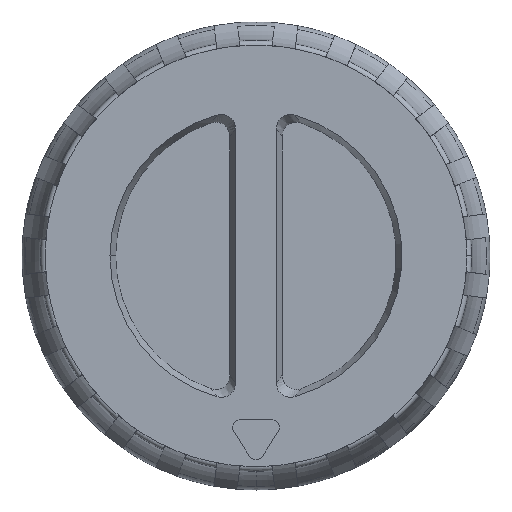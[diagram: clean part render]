
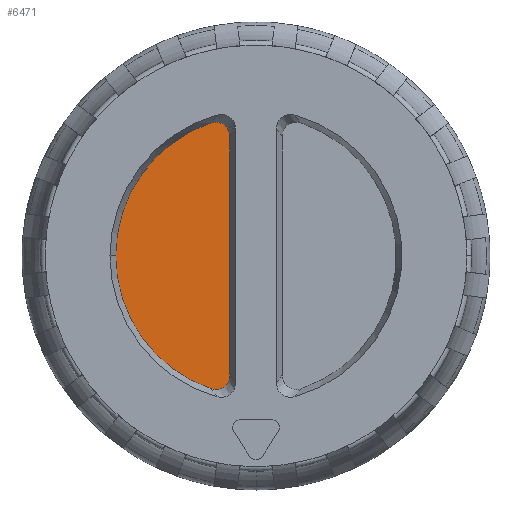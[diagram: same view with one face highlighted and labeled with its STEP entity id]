
A CAD part, top view. The second image highlights one B-rep face of the part: STEP entity #6471.
In plain terms, the highlighted planar face has unit normal (0, 0, 1).
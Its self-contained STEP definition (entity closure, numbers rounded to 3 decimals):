
#6387=CARTESIAN_POINT('',(-0.,-4.863,35.753));
#6388=DIRECTION('',(0.,0.,-1.));
#6389=DIRECTION('',(1.,0.,0.));
#6390=AXIS2_PLACEMENT_3D('',#6387,#6388,#6389);
#6391=PLANE('',#6390);
#6392=CARTESIAN_POINT('',(-2.918,-13.377,35.753));
#6393=VERTEX_POINT('',#6392);
#6394=CARTESIAN_POINT('',(-1.674,-12.488,35.753));
#6395=VERTEX_POINT('',#6394);
#6396=CARTESIAN_POINT('',(-2.918,-13.377,35.753));
#6397=CARTESIAN_POINT('',(-2.846,-13.401,35.753));
#6398=CARTESIAN_POINT('',(-2.773,-13.419,35.753));
#6399=CARTESIAN_POINT('',(-2.699,-13.428,35.753));
#6400=CARTESIAN_POINT('',(-2.624,-13.437,35.753));
#6401=CARTESIAN_POINT('',(-2.547,-13.438,35.753));
#6402=CARTESIAN_POINT('',(-2.472,-13.43,35.753));
#6403=CARTESIAN_POINT('',(-2.323,-13.415,35.753));
#6404=CARTESIAN_POINT('',(-2.177,-13.361,35.753));
#6405=CARTESIAN_POINT('',(-2.054,-13.274,35.753));
#6406=CARTESIAN_POINT('',(-1.993,-13.231,35.753));
#6407=CARTESIAN_POINT('',(-1.936,-13.178,35.753));
#6408=CARTESIAN_POINT('',(-1.889,-13.12,35.753));
#6409=CARTESIAN_POINT('',(-1.841,-13.062,35.753));
#6410=CARTESIAN_POINT('',(-1.8,-12.997,35.753));
#6411=CARTESIAN_POINT('',(-1.768,-12.928,35.753));
#6412=CARTESIAN_POINT('',(-1.704,-12.791,35.753));
#6413=CARTESIAN_POINT('',(-1.674,-12.64,35.753));
#6414=CARTESIAN_POINT('',(-1.674,-12.488,35.753));
#6415=B_SPLINE_CURVE_WITH_KNOTS('',3,(#6396,#6397,#6398,#6399,#6400,#6401,#6402,#6403,#6404,#6405,#6406,#6407,#6408,#6409,#6410,#6411,#6412,#6413,#6414),.UNSPECIFIED.,.F.,.F.,(4,3,3,3,3,3,4),(0.,0.,0.,0.001,0.001,0.001,0.002),.UNSPECIFIED.);
#6416=EDGE_CURVE('',#6393,#6395,#6415,.T.);
#6417=ORIENTED_EDGE('',*,*,#6416,.T.);
#6418=CARTESIAN_POINT('',(-1.674,2.762,35.753));
#6419=VERTEX_POINT('',#6418);
#6420=CARTESIAN_POINT('',(-1.674,2.762,35.753));
#6421=DIRECTION('',(0.,-1.,-0.));
#6422=VECTOR('',#6421,15.25);
#6423=LINE('',#6420,#6422);
#6424=EDGE_CURVE('',#6419,#6395,#6423,.T.);
#6425=ORIENTED_EDGE('',*,*,#6424,.F.);
#6426=CARTESIAN_POINT('',(-2.918,3.651,35.753));
#6427=VERTEX_POINT('',#6426);
#6428=CARTESIAN_POINT('',(-1.674,2.762,35.753));
#6429=CARTESIAN_POINT('',(-1.674,2.838,35.753));
#6430=CARTESIAN_POINT('',(-1.681,2.913,35.753));
#6431=CARTESIAN_POINT('',(-1.697,2.986,35.753));
#6432=CARTESIAN_POINT('',(-1.712,3.06,35.753));
#6433=CARTESIAN_POINT('',(-1.736,3.133,35.753));
#6434=CARTESIAN_POINT('',(-1.768,3.201,35.753));
#6435=CARTESIAN_POINT('',(-1.799,3.269,35.753));
#6436=CARTESIAN_POINT('',(-1.839,3.333,35.753));
#6437=CARTESIAN_POINT('',(-1.887,3.392,35.753));
#6438=CARTESIAN_POINT('',(-1.935,3.451,35.753));
#6439=CARTESIAN_POINT('',(-1.99,3.502,35.753));
#6440=CARTESIAN_POINT('',(-2.051,3.546,35.753));
#6441=CARTESIAN_POINT('',(-2.112,3.59,35.753));
#6442=CARTESIAN_POINT('',(-2.18,3.626,35.753));
#6443=CARTESIAN_POINT('',(-2.251,3.652,35.753));
#6444=CARTESIAN_POINT('',(-2.321,3.679,35.753));
#6445=CARTESIAN_POINT('',(-2.396,3.696,35.753));
#6446=CARTESIAN_POINT('',(-2.471,3.704,35.753));
#6447=CARTESIAN_POINT('',(-2.621,3.72,35.753));
#6448=CARTESIAN_POINT('',(-2.774,3.7,35.753));
#6449=CARTESIAN_POINT('',(-2.918,3.651,35.753));
#6450=B_SPLINE_CURVE_WITH_KNOTS('',3,(#6428,#6429,#6430,#6431,#6432,#6433,#6434,#6435,#6436,#6437,#6438,#6439,#6440,#6441,#6442,#6443,#6444,#6445,#6446,#6447,#6448,#6449),.UNSPECIFIED.,.F.,.F.,(4,3,3,3,3,3,3,4),(0.,0.,0.,0.001,0.001,0.001,0.001,0.002),.UNSPECIFIED.);
#6451=EDGE_CURVE('',#6419,#6427,#6450,.T.);
#6452=ORIENTED_EDGE('',*,*,#6451,.T.);
#6453=CARTESIAN_POINT('',(-9.,-4.863,35.753));
#6454=VERTEX_POINT('',#6453);
#6455=CARTESIAN_POINT('',(-0.,-4.863,35.753));
#6456=DIRECTION('',(0.,0.,-1.));
#6457=DIRECTION('',(-1.,-0.,-0.));
#6458=AXIS2_PLACEMENT_3D('',#6455,#6456,#6457);
#6459=CIRCLE('',#6458,9.);
#6460=EDGE_CURVE('',#6454,#6427,#6459,.T.);
#6461=ORIENTED_EDGE('',*,*,#6460,.F.);
#6462=CARTESIAN_POINT('',(-0.,-4.863,35.753));
#6463=DIRECTION('',(0.,0.,-1.));
#6464=DIRECTION('',(-1.,-0.,-0.));
#6465=AXIS2_PLACEMENT_3D('',#6462,#6463,#6464);
#6466=CIRCLE('',#6465,9.);
#6467=EDGE_CURVE('',#6393,#6454,#6466,.T.);
#6468=ORIENTED_EDGE('',*,*,#6467,.F.);
#6469=EDGE_LOOP('',(#6417,#6425,#6452,#6461,#6468));
#6470=FACE_BOUND('',#6469,.T.);
#6471=ADVANCED_FACE('',(#6470),#6391,.F.);
